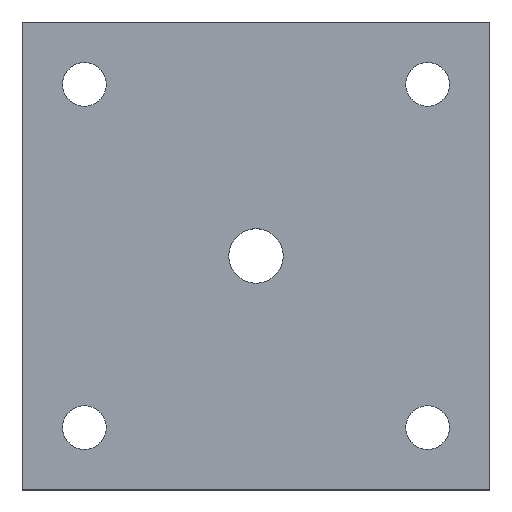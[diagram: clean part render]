
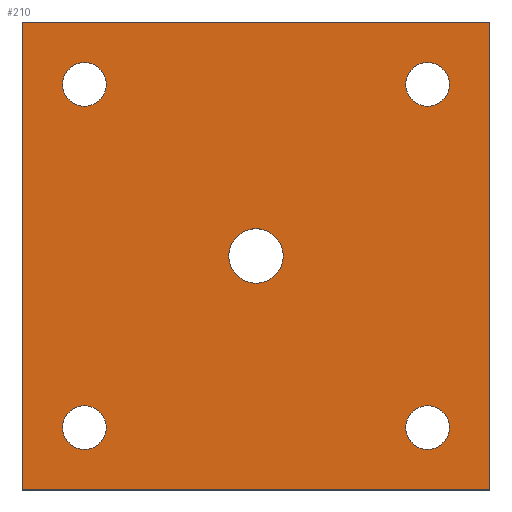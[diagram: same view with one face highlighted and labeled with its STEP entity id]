
A CAD part, top view. The second image highlights one B-rep face of the part: STEP entity #210.
In plain terms, the highlighted planar face has unit normal (0, 0, 1).
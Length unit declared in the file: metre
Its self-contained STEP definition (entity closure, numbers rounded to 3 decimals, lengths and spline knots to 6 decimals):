
#21=CIRCLE('',#231,0.007);
#23=CIRCLE('',#234,0.007);
#25=CIRCLE('',#237,0.007);
#27=CIRCLE('',#240,0.007);
#29=CIRCLE('',#244,0.00875);
#68=ORIENTED_EDGE('',*,*,#100,.T.);
#69=ORIENTED_EDGE('',*,*,#86,.F.);
#70=ORIENTED_EDGE('',*,*,#83,.T.);
#71=ORIENTED_EDGE('',*,*,#80,.T.);
#72=ORIENTED_EDGE('',*,*,#89,.F.);
#73=ORIENTED_EDGE('',*,*,#92,.F.);
#74=ORIENTED_EDGE('',*,*,#94,.F.);
#75=ORIENTED_EDGE('',*,*,#96,.T.);
#76=ORIENTED_EDGE('',*,*,#98,.T.);
#80=EDGE_CURVE('',#103,#101,#120,.T.);
#83=EDGE_CURVE('',#105,#103,#123,.T.);
#86=EDGE_CURVE('',#105,#107,#126,.T.);
#89=EDGE_CURVE('',#107,#101,#129,.T.);
#92=EDGE_CURVE('',#110,#110,#21,.T.);
#94=EDGE_CURVE('',#112,#112,#23,.T.);
#96=EDGE_CURVE('',#114,#114,#25,.T.);
#98=EDGE_CURVE('',#116,#116,#27,.T.);
#100=EDGE_CURVE('',#118,#118,#29,.T.);
#101=VERTEX_POINT('',#305);
#103=VERTEX_POINT('',#308);
#105=VERTEX_POINT('',#314);
#107=VERTEX_POINT('',#320);
#110=VERTEX_POINT('',#331);
#112=VERTEX_POINT('',#336);
#114=VERTEX_POINT('',#341);
#116=VERTEX_POINT('',#346);
#118=VERTEX_POINT('',#352);
#120=LINE('',#307,#132);
#123=LINE('',#313,#135);
#126=LINE('',#319,#138);
#129=LINE('',#325,#141);
#132=VECTOR('',#251,1.);
#135=VECTOR('',#256,1.);
#138=VECTOR('',#261,1.);
#141=VECTOR('',#266,1.);
#161=EDGE_LOOP('',(#68));
#162=EDGE_LOOP('',(#69,#70,#71,#72));
#163=EDGE_LOOP('',(#73));
#164=EDGE_LOOP('',(#74));
#165=EDGE_LOOP('',(#75));
#166=EDGE_LOOP('',(#76));
#187=FACE_BOUND('',#161,.T.);
#188=FACE_BOUND('',#162,.T.);
#189=FACE_BOUND('',#163,.T.);
#190=FACE_BOUND('',#164,.T.);
#191=FACE_BOUND('',#165,.T.);
#192=FACE_BOUND('',#166,.T.);
#200=PLANE('',#243);
#210=ADVANCED_FACE('',(#187,#188,#189,#190,#191,#192),#200,.T.);
#231=AXIS2_PLACEMENT_3D('',#330,#272,#273);
#234=AXIS2_PLACEMENT_3D('',#335,#278,#279);
#237=AXIS2_PLACEMENT_3D('',#340,#284,#285);
#240=AXIS2_PLACEMENT_3D('',#345,#290,#291);
#243=AXIS2_PLACEMENT_3D('',#350,#296,#297);
#244=AXIS2_PLACEMENT_3D('',#351,#298,#299);
#251=DIRECTION('',(0.,1.,0.));
#256=DIRECTION('',(1.,0.,0.));
#261=DIRECTION('',(0.,1.,0.));
#266=DIRECTION('',(1.,0.,0.));
#272=DIRECTION('',(0.,0.,1.));
#273=DIRECTION('',(1.,0.,0.));
#278=DIRECTION('',(0.,0.,1.));
#279=DIRECTION('',(1.,0.,0.));
#284=DIRECTION('',(0.,0.,-1.));
#285=DIRECTION('',(1.,0.,0.));
#290=DIRECTION('',(0.,0.,-1.));
#291=DIRECTION('',(1.,0.,0.));
#296=DIRECTION('',(0.,0.,1.));
#297=DIRECTION('',(1.,0.,0.));
#298=DIRECTION('',(0.,0.,-1.));
#299=DIRECTION('',(-1.,0.,0.));
#305=CARTESIAN_POINT('',(0.15,0.15,0.008));
#307=CARTESIAN_POINT('',(0.15,0.075,0.008));
#308=CARTESIAN_POINT('',(0.15,0.,0.008));
#313=CARTESIAN_POINT('',(0.075,0.,0.008));
#314=CARTESIAN_POINT('',(0.,0.,0.008));
#319=CARTESIAN_POINT('',(0.,0.075,0.008));
#320=CARTESIAN_POINT('',(0.,0.15,0.008));
#325=CARTESIAN_POINT('',(0.075,0.15,0.008));
#330=CARTESIAN_POINT('',(0.02,0.13,0.008));
#331=CARTESIAN_POINT('',(0.027,0.13,0.008));
#335=CARTESIAN_POINT('',(0.13,0.13,0.008));
#336=CARTESIAN_POINT('',(0.137,0.13,0.008));
#340=CARTESIAN_POINT('',(0.02,0.02,0.008));
#341=CARTESIAN_POINT('',(0.027,0.02,0.008));
#345=CARTESIAN_POINT('',(0.13,0.02,0.008));
#346=CARTESIAN_POINT('',(0.137,0.02,0.008));
#350=CARTESIAN_POINT('',(0.075,0.075,0.008));
#351=CARTESIAN_POINT('',(0.075,0.075,0.008));
#352=CARTESIAN_POINT('',(0.06625,0.075,0.008));
